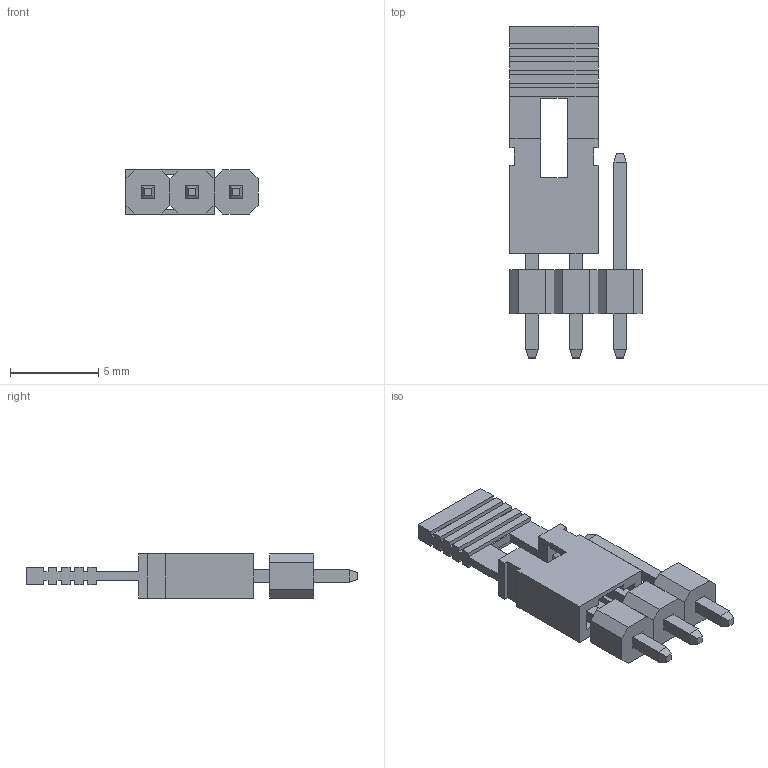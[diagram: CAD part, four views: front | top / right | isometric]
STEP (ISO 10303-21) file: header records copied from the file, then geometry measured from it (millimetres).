
FILE_DESCRIPTION (( 'STEP AP214' ), '1' );
FILE_NAME ('7D5D13D1-B84B-4110-92D2-1B62EF47E638.STEP', '2009-02-20T14:18:19', ( 'sysAdmin' ), ( 'SolidWorks' ), 'SwSTEP 2.0', 'SolidWorks 2009', '' );
FILE_SCHEMA (( 'AUTOMOTIVE_DESIGN' ));
Length unit declared in the file: millimetre
Products named in the file (1): 7D5D13D1-B84B-4110-92D2-1B62EF47E638
Bounding box: 7.5 x 18.81 x 2.5 mm (x, y, z)
Volume: 116.6 mm3; surface area: 491.4 mm2
Topology: 7 solids, 7 shells, 159 faces, 420 edges, 272 vertices
Faces by surface type: plane 159
Entity records: 6562 total; most frequent: CARTESIAN_POINT 852, ORIENTED_EDGE 840, DIRECTION 740, LINE 420, VECTOR 420, EDGE_CURVE 420, VERTEX_POINT 272, EDGE_LOOP 166
